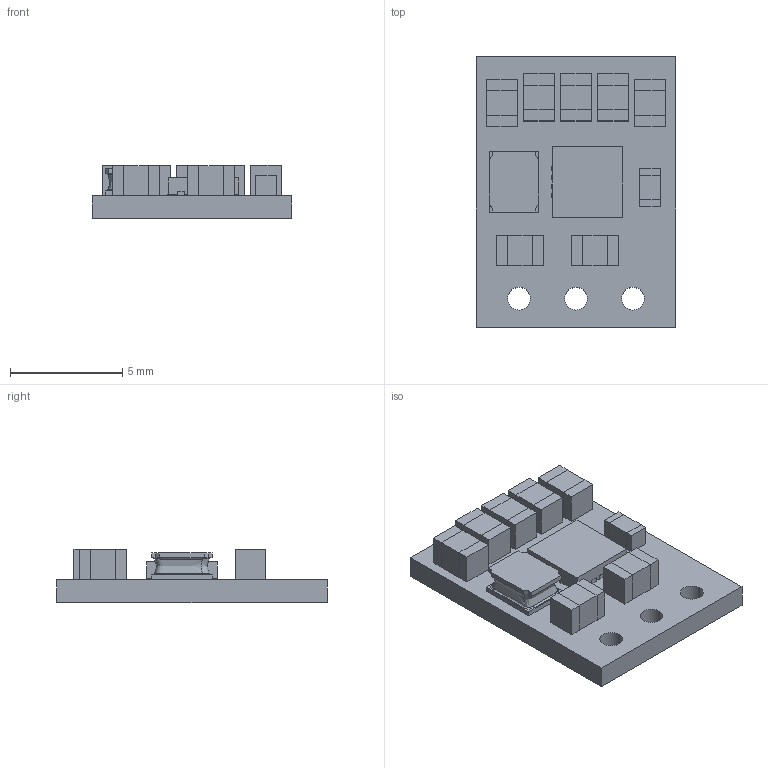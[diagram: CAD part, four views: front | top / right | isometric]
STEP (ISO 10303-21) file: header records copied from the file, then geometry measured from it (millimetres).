
FILE_DESCRIPTION (( 'STEP AP214' ), '1' );
FILE_NAME ('pololu-5V-step-up-step-down-voltage-regulator-s7V7F5.STEP', '2018-12-18T17:52:30', ( '' ), ( '' ), 'SwSTEP 2.0', 'SolidWorks 2016', '' );
FILE_SCHEMA (( 'AUTOMOTIVE_DESIGN' ));
Length unit declared in the file: millimetre
Products named in the file (1): pololu-5V-step-up-step-down-voltage-regulator-s7V7F5
Bounding box: 8.89 x 12.06 x 2.37 mm (x, y, z)
Volume: 148.2 mm3; surface area: 363.3 mm2
Topology: 1 solids, 1 shells, 607 faces, 1661 edges, 1096 vertices
Faces by surface type: plane 402, bspline 188, cylinder 17
Entity records: 33166 total; most frequent: CARTESIAN_POINT 12435, ORIENTED_EDGE 3322, DIRECTION 2101, EDGE_CURVE 1661, LINE 1161, VECTOR 1161, VERTEX_POINT 1096, EDGE_LOOP 673
